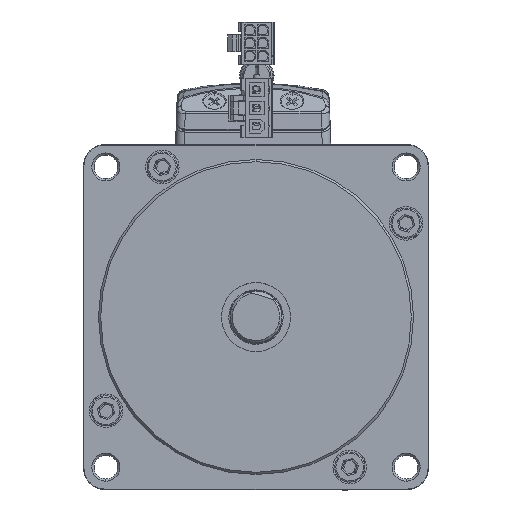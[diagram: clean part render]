
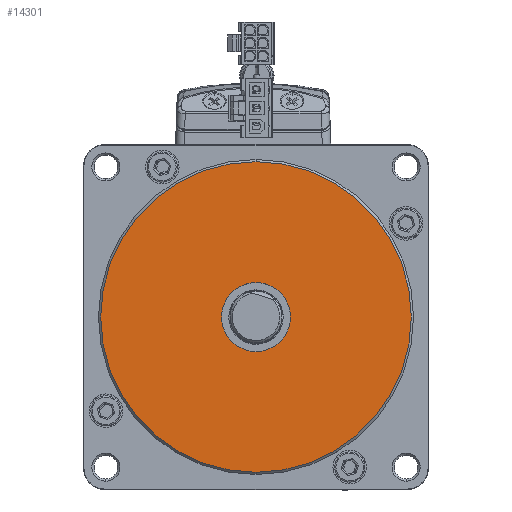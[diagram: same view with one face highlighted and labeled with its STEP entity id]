
A CAD part, top view. The second image highlights one B-rep face of the part: STEP entity #14301.
In plain terms, the highlighted planar face has unit normal (0, 0, 1).
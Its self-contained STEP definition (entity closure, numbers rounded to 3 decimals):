
#1827 = CARTESIAN_POINT ( 'NONE',  ( -12.412, 1.162, -154.528 ) ) ;
#1859 = CARTESIAN_POINT ( 'NONE',  ( -12.412, -34.838, -154.528 ) ) ;
#1860 = DIRECTION ( 'NONE',  ( 0., -1., 0. ) ) ;
#1861 = DIRECTION ( 'NONE',  ( 0., 0., 1. ) ) ;
#1862 = AXIS2_PLACEMENT_3D ( 'NONE', #1827, #1861, #1860 ) ;
#1863 = CIRCLE ( 'NONE', #1862, 36. ) ;
#1899 = CARTESIAN_POINT ( 'NONE',  ( -12.412, 37.162, -154.528 ) ) ;
#1994 = DIRECTION ( 'NONE',  ( 0., 1., 0. ) ) ;
#1995 = DIRECTION ( 'NONE',  ( 0., 0., -1. ) ) ;
#1996 = CARTESIAN_POINT ( 'NONE',  ( -12.412, 1.162, -154.528 ) ) ;
#1997 = AXIS2_PLACEMENT_3D ( 'NONE', #1996, #1995, #1994 ) ;
#2030 = CARTESIAN_POINT ( 'NONE',  ( -12.412, 9.162, -154.528 ) ) ;
#2031 = CARTESIAN_POINT ( 'NONE',  ( -12.412, -6.838, -154.528 ) ) ;
#2032 = DIRECTION ( 'NONE',  ( 0., 1., 0. ) ) ;
#2033 = DIRECTION ( 'NONE',  ( 0., 0., -1. ) ) ;
#2034 = AXIS2_PLACEMENT_3D ( 'NONE', #2040, #2033, #2032 ) ;
#2035 = CIRCLE ( 'NONE', #2034, 8. ) ;
#2040 = CARTESIAN_POINT ( 'NONE',  ( -12.412, 1.162, -154.528 ) ) ;
#2053 = DIRECTION ( 'NONE',  ( 0., -1., 0. ) ) ;
#2054 = DIRECTION ( 'NONE',  ( 0., 0., 1. ) ) ;
#2055 = CARTESIAN_POINT ( 'NONE',  ( -12.412, 9.162, -154.528 ) ) ;
#2056 = AXIS2_PLACEMENT_3D ( 'NONE', #2055, #2054, #2053 ) ;
#2057 = PLANE ( 'NONE',  #2056 ) ;
#2059 = FACE_BOUND ( 'NONE', #14904, .T. ) ;
#2060 = FACE_OUTER_BOUND ( 'NONE', #14303, .T. ) ;
#2097 = CIRCLE ( 'NONE', #1997, 8. ) ;
#2478 = DIRECTION ( 'NONE',  ( 0., -1., 0. ) ) ;
#2479 = DIRECTION ( 'NONE',  ( 0., 0., 1. ) ) ;
#2480 = CARTESIAN_POINT ( 'NONE',  ( -12.412, 1.162, -154.528 ) ) ;
#2481 = AXIS2_PLACEMENT_3D ( 'NONE', #2480, #2479, #2478 ) ;
#2482 = CIRCLE ( 'NONE', #2481, 36. ) ;
#14091 = EDGE_CURVE ( 'NONE', #14092, #14094, #1863, .T. ) ;
#14092 = VERTEX_POINT ( 'NONE', #1859 ) ;
#14094 = VERTEX_POINT ( 'NONE', #1899 ) ;
#14301 = ADVANCED_FACE ( 'NONE', ( #2060, #2059 ), #2057, .T. ) ;
#14303 = EDGE_LOOP ( 'NONE', ( #14304, #14902 ) ) ;
#14304 = ORIENTED_EDGE ( 'NONE', *, *, #14901, .T. ) ;
#14327 = EDGE_CURVE ( 'NONE', #14328, #14329, #2035, .T. ) ;
#14328 = VERTEX_POINT ( 'NONE', #2031 ) ;
#14329 = VERTEX_POINT ( 'NONE', #2030 ) ;
#14393 = EDGE_CURVE ( 'NONE', #14329, #14328, #2097, .T. ) ;
#14901 = EDGE_CURVE ( 'NONE', #14094, #14092, #2482, .T. ) ;
#14902 = ORIENTED_EDGE ( 'NONE', *, *, #14091, .T. ) ;
#14904 = EDGE_LOOP ( 'NONE', ( #14905, #14906 ) ) ;
#14905 = ORIENTED_EDGE ( 'NONE', *, *, #14393, .T. ) ;
#14906 = ORIENTED_EDGE ( 'NONE', *, *, #14327, .T. ) ;
